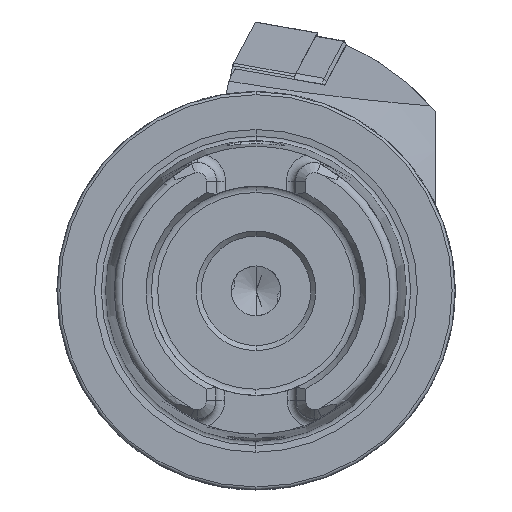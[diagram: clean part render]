
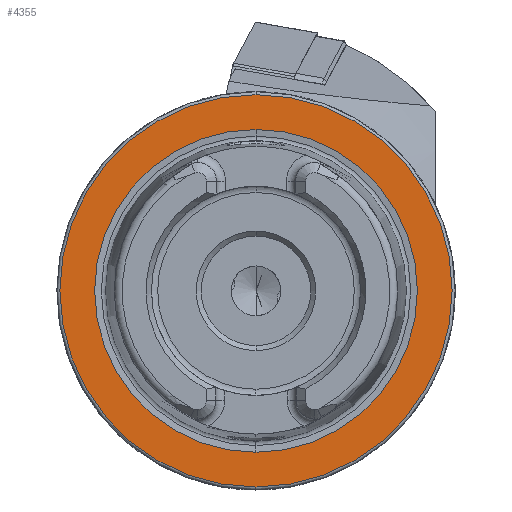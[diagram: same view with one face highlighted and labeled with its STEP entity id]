
A CAD part, left-side view. The second image highlights one B-rep face of the part: STEP entity #4355.
In plain terms, the highlighted planar face has unit normal (-1, 0, 0).
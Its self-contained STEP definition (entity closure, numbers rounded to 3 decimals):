
#162 = EDGE_LOOP ( 'NONE', ( #7170, #6493 ) ) ;
#401 = CIRCLE ( 'NONE', #12297, 16.207 ) ;
#816 = CIRCLE ( 'NONE', #12422, 19.7 ) ;
#2219 = DIRECTION ( 'NONE',  ( -1., 0., 0. ) ) ;
#2220 = DIRECTION ( 'NONE',  ( 0., 0., 1. ) ) ;
#2246 = CARTESIAN_POINT ( 'NONE',  ( 0., 0., 0. ) ) ;
#2625 = EDGE_CURVE ( 'NONE', #8279, #8486, #9052, .T. ) ;
#2680 = EDGE_CURVE ( 'NONE', #8559, #8619, #9110, .T. ) ;
#4355 = ADVANCED_FACE ( 'NONE', ( #10077, #10083 ), #4559, .F. ) ;
#4551 = CARTESIAN_POINT ( 'NONE',  ( 0., 19.7, 0. ) ) ;
#4559 = PLANE ( 'NONE',  #12196 ) ;
#4561 = DIRECTION ( 'NONE',  ( 1., 0., 0. ) ) ;
#4563 = DIRECTION ( 'NONE',  ( 0., 0., -1. ) ) ;
#5328 = CARTESIAN_POINT ( 'NONE',  ( 0., 0., -16.207 ) ) ;
#5417 = CARTESIAN_POINT ( 'NONE',  ( 0., 0., 16.207 ) ) ;
#5447 = CARTESIAN_POINT ( 'NONE',  ( 0., 0., 19.7 ) ) ;
#5474 = CARTESIAN_POINT ( 'NONE',  ( 0., 0., -19.7 ) ) ;
#6493 = ORIENTED_EDGE ( 'NONE', *, *, #13326, .T. ) ;
#6823 = ORIENTED_EDGE ( 'NONE', *, *, #2625, .F. ) ;
#6997 = ORIENTED_EDGE ( 'NONE', *, *, #7723, .F. ) ;
#7170 = ORIENTED_EDGE ( 'NONE', *, *, #2680, .T. ) ;
#7570 = CARTESIAN_POINT ( 'NONE',  ( 0., 0., 0. ) ) ;
#7571 = DIRECTION ( 'NONE',  ( -1., 0., 0. ) ) ;
#7572 = DIRECTION ( 'NONE',  ( 0., 0., 1. ) ) ;
#7723 = EDGE_CURVE ( 'NONE', #8486, #8279, #401, .T. ) ;
#8279 = VERTEX_POINT ( 'NONE', #5328 ) ;
#8387 = EDGE_LOOP ( 'NONE', ( #6997, #6823 ) ) ;
#8486 = VERTEX_POINT ( 'NONE', #5417 ) ;
#8559 = VERTEX_POINT ( 'NONE', #5447 ) ;
#8619 = VERTEX_POINT ( 'NONE', #5474 ) ;
#9052 = CIRCLE ( 'NONE', #13407, 16.207 ) ;
#9110 = CIRCLE ( 'NONE', #13427, 19.7 ) ;
#10077 = FACE_BOUND ( 'NONE', #8387, .T. ) ;
#10083 = FACE_OUTER_BOUND ( 'NONE', #162, .T. ) ;
#10316 = DIRECTION ( 'NONE',  ( -1., 0., 0. ) ) ;
#10345 = DIRECTION ( 'NONE',  ( 0., 0., 1. ) ) ;
#10350 = CARTESIAN_POINT ( 'NONE',  ( 0., 0., 0. ) ) ;
#11300 = CARTESIAN_POINT ( 'NONE',  ( 0., 0., 0. ) ) ;
#11301 = DIRECTION ( 'NONE',  ( -1., 0., 0. ) ) ;
#11302 = DIRECTION ( 'NONE',  ( 0., 0., 1. ) ) ;
#12196 = AXIS2_PLACEMENT_3D ( 'NONE', #4551, #4561, #4563 ) ;
#12297 = AXIS2_PLACEMENT_3D ( 'NONE', #11300, #11301, #11302 ) ;
#12422 = AXIS2_PLACEMENT_3D ( 'NONE', #7570, #7571, #7572 ) ;
#13326 = EDGE_CURVE ( 'NONE', #8619, #8559, #816, .T. ) ;
#13407 = AXIS2_PLACEMENT_3D ( 'NONE', #10350, #10316, #10345 ) ;
#13427 = AXIS2_PLACEMENT_3D ( 'NONE', #2246, #2219, #2220 ) ;
